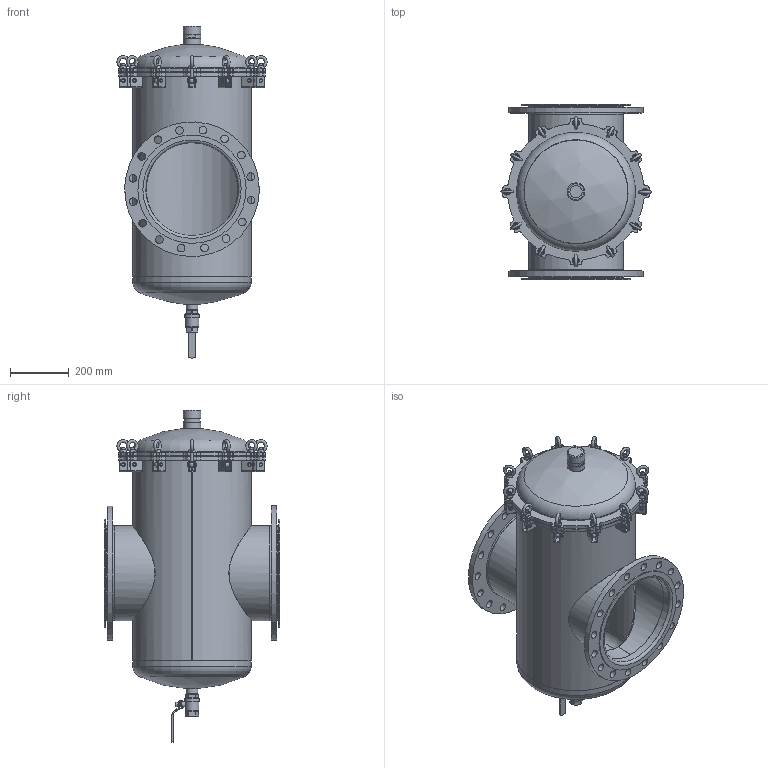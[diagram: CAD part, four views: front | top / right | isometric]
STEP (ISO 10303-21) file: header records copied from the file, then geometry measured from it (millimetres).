
FILE_DESCRIPTION(/* description */ ('Unknown'),/* implementation_level */ '2;1');
FILE_NAME(/* name */ 'RD21DN300 STP',/* time_stamp */ '2021-04-09T08:21:40+02:00',/* author */ ('Unknown'),/* organization */ ('Unknown'),/* preprocessor_version */ 'ST-DEVELOPER v16.7',/* originating_system */ 'Solid Edge',/* authorisation */ 'Unknown');
FILE_SCHEMA (('AUTOMOTIVE_DESIGN {1 0 10303 214 3 1 1}'));
Length unit declared in the file: millimetre
Products named in the file (23): RD21DN300 STP; 10-004-1; 10-001-1; O-kroužek NBR 70 ShA 430x9 Dichtomatik; 10-002-1; 10-027-1; 1-021-1; KROUZEK POJISTNY  A9 DIN471; SROUB S OKEM M10X60 DIN 444B A2; MATICE M10 S OKEM DIN 582 A2 ; 10-011-1; 7-014-1; 10-010-1; MUFNA G 1 HALF; BALL VALVE MF G1; BALL VALVE G1 MF PART1; BALL VALVE G1 MF PART2; 10-007-1; KROUZEK LEMOVY DN 300 SE; PRIRUBA TOCIVA DN 300 SE; 7-021-1; O-kroužek NBR 70 ShA 42x6; 7-020-1
Assembly tree (85 placements, depth 3):
  RD21DN300 STP
    10-004-1
    10-001-1
    O-kroužek NBR 70 ShA 430x9 Dichtomatik
    10-002-1
    10-027-1  x13
    1-021-1  x13
    KROUZEK POJISTNY  A9 DIN471  x13
    SROUB S OKEM M10X60 DIN 444B A2  x13
    MATICE M10 S OKEM DIN 582 A2   x13
    10-011-1
    7-014-1
    10-010-1
    MUFNA G 1 HALF
    BALL VALVE MF G1
      BALL VALVE G1 MF PART1
      BALL VALVE G1 MF PART2
    10-007-1  x2
    KROUZEK LEMOVY DN 300 SE  x2
    PRIRUBA TOCIVA DN 300 SE  x2
    7-021-1
    O-kroužek NBR 70 ShA 42x6
    7-020-1
Bounding box: 512.9 x 600 x 1134.43 mm (x, y, z)
Volume: 9848695.3 mm3; surface area: 4061905.9 mm2
Topology: 84 solids, 84 shells, 1587 faces, 4123 edges, 2738 vertices
Faces by surface type: cylinder 677, plane 665, cone 139, torus 58, bspline 30, sphere 18
Full cylindrical faces by diameter (mm): 1.47 x26, 8 x2, 8.376 x13, 9 x14, 10 x52, 10.5 x13, 11 x27, 12 x13, 16 x1, 19.6 x1, 25 x2, 26 x32, 30.291 x1, 31 x1, 33 x1, 33.249 x1, 37.91 x1, 38 x1, 38.952 x1, 40 x2, 40.129 x1, 41.91 x1, 42 x4, 45 x1, 47.5 x1, 49.5 x1, 54 x2, 56 x2, 60 x3, 317.9 x2
Entity records: 26885 total; most frequent: CARTESIAN_POINT 7325, DIRECTION 3779, ORIENTED_EDGE 3264, EDGE_CURVE 1632, AXIS2_PLACEMENT_3D 1494, VERTEX_POINT 1142, EDGE_LOOP 920, FACE_BOUND 920
